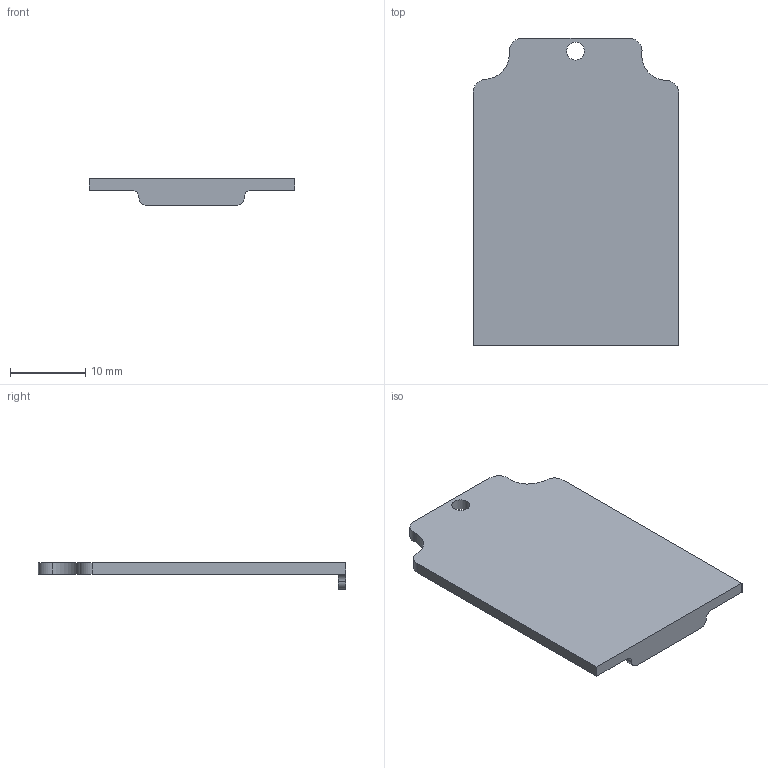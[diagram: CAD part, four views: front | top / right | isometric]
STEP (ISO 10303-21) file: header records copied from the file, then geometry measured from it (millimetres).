
FILE_DESCRIPTION(/* description */ (''),/* implementation_level */ '2;1');
FILE_NAME(/* name */ 'Thumbtroller battery cover 421385.step',/* time_stamp */ '2025-04-21T17:38:08-05:00',/* author */ (''),/* organization */ (''),/* preprocessor_version */ 'ST-DEVELOPER v20.1',/* originating_system */ 'Autodesk Translation Framework v14.4.0.0',/* authorisation */ '');
FILE_SCHEMA (('AUTOMOTIVE_DESIGN { 1 0 10303 214 3 1 1 }'));
Length unit declared in the file: millimetre
Products named in the file (2): Thumbtroller; battery cover 
Assembly tree (1 placements, depth 2):
  Thumbtroller
    battery cover 
Bounding box: 27.35 x 40.9 x 3.5 mm (x, y, z)
Volume: 1210.8 mm3; surface area: 2449.2 mm2
Topology: 1 solids, 1 shells, 24 faces, 66 edges, 44 vertices
Faces by surface type: plane 13, cylinder 11
Full cylindrical faces by diameter (mm): 2.4 x1
Entity records: 829 total; most frequent: DIRECTION 142, CARTESIAN_POINT 137, ORIENTED_EDGE 132, EDGE_CURVE 66, AXIS2_PLACEMENT_3D 49, LINE 44, VECTOR 44, VERTEX_POINT 44
